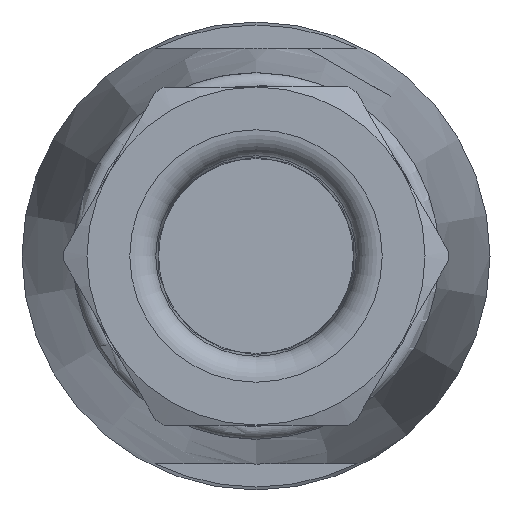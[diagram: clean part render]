
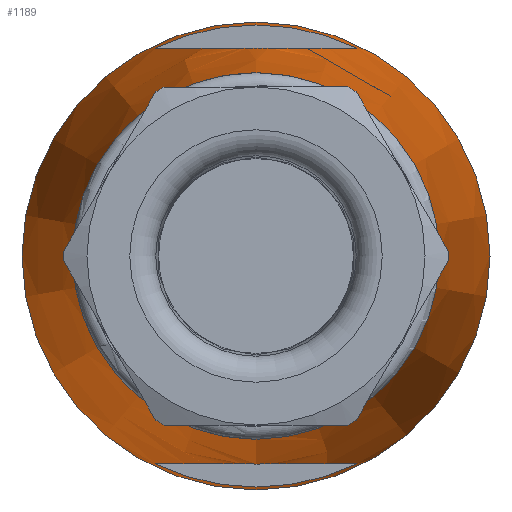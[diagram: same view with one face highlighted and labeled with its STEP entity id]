
A CAD part, left-side view. The second image highlights one B-rep face of the part: STEP entity #1189.
In plain terms, the highlighted conical face has half-angle 6.52 degrees and reference radius 9 mm.
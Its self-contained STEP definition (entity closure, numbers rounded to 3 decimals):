
#1173=CONICAL_SURFACE('',#2839,9.,6.52);
#1189=ADVANCED_FACE('',(#1390,#1391,#1392,#1393),#1173,.T.);
#1390=FACE_BOUND('',#1453,.T.);
#1391=FACE_BOUND('',#1454,.T.);
#1392=FACE_BOUND('',#1455,.T.);
#1393=FACE_BOUND('',#1456,.T.);
#1453=EDGE_LOOP('',(#1664));
#1454=EDGE_LOOP('',(#1665));
#1455=EDGE_LOOP('',(#1666,#1667));
#1456=EDGE_LOOP('',(#1668,#1669));
#1621=B_SPLINE_CURVE_WITH_KNOTS('',3,(#3726,#3727,#3728,#3729,#3730,#3731,
#3732,#3733,#3734,#3735,#3736,#3737,#3738,#3739,#3740,#3741,#3742,#3743),
 .UNSPECIFIED.,.F.,.F.,(4,2,2,2,2,2,2,2,4),(0.,0.25,0.375,0.438,
0.5,0.563,0.625,0.75,1.),.UNSPECIFIED.);
#1622=B_SPLINE_CURVE_WITH_KNOTS('',3,(#3747,#3748,#3749,#3750,#3751,#3752,
#3753,#3754,#3755,#3756,#3757,#3758,#3759,#3760,#3761,#3762,#3763,#3764),
 .UNSPECIFIED.,.F.,.F.,(4,2,2,2,2,2,2,2,4),(0.,0.25,0.375,
0.437,0.5,0.562,0.625,
0.75,1.),.UNSPECIFIED.);
#1664=ORIENTED_EDGE('',*,*,#2438,.T.);
#1665=ORIENTED_EDGE('',*,*,#2439,.F.);
#1666=ORIENTED_EDGE('',*,*,#2440,.T.);
#1667=ORIENTED_EDGE('',*,*,#2441,.T.);
#1668=ORIENTED_EDGE('',*,*,#2442,.F.);
#1669=ORIENTED_EDGE('',*,*,#2443,.F.);
#2242=VERTEX_POINT('',#3723);
#2243=VERTEX_POINT('',#3725);
#2244=VERTEX_POINT('',#3744);
#2245=VERTEX_POINT('',#3745);
#2246=VERTEX_POINT('',#3765);
#2247=VERTEX_POINT('',#3766);
#2438=EDGE_CURVE('',#2242,#2242,#2724,.T.);
#2439=EDGE_CURVE('',#2243,#2243,#2725,.T.);
#2440=EDGE_CURVE('',#2244,#2245,#1621,.T.);
#2441=EDGE_CURVE('',#2245,#2244,#2726,.T.);
#2442=EDGE_CURVE('',#2246,#2247,#1622,.T.);
#2443=EDGE_CURVE('',#2247,#2246,#2727,.T.);
#2724=CIRCLE('',#2835,9.);
#2725=CIRCLE('',#2836,7.051);
#2726=CIRCLE('',#2837,8.886);
#2727=CIRCLE('',#2838,8.886);
#2835=AXIS2_PLACEMENT_3D('',#3722,#3077,#3078);
#2836=AXIS2_PLACEMENT_3D('',#3724,#3079,#3080);
#2837=AXIS2_PLACEMENT_3D('',#3746,#3081,#3082);
#2838=AXIS2_PLACEMENT_3D('',#3767,#3083,#3084);
#2839=AXIS2_PLACEMENT_3D('',#3768,#3085,#3086);
#3077=DIRECTION('',(-1.,0.,0.));
#3078=DIRECTION('',(0.,0.,-1.));
#3079=DIRECTION('',(-1.,0.,0.));
#3080=DIRECTION('',(0.,0.,-1.));
#3081=DIRECTION('',(1.,0.,0.));
#3082=DIRECTION('',(0.,-1.,0.));
#3083=DIRECTION('',(-1.,0.,0.));
#3084=DIRECTION('',(0.,1.,0.));
#3085=DIRECTION('',(1.,0.,0.));
#3086=DIRECTION('',(0.,0.,1.));
#3722=CARTESIAN_POINT('',(-28.6,0.,0.));
#3723=CARTESIAN_POINT('',(-28.6,0.,-9.));
#3724=CARTESIAN_POINT('',(-45.657,0.,0.));
#3725=CARTESIAN_POINT('',(-45.657,0.,-7.051));
#3726=CARTESIAN_POINT('',(-29.6,3.867,-8.));
#3727=CARTESIAN_POINT('',(-31.025,3.493,-8.));
#3728=CARTESIAN_POINT('',(-32.441,3.088,-8.));
#3729=CARTESIAN_POINT('',(-34.52,2.311,-8.));
#3730=CARTESIAN_POINT('',(-35.215,2.023,-8.));
#3731=CARTESIAN_POINT('',(-36.191,1.473,-8.));
#3732=CARTESIAN_POINT('',(-36.505,1.272,-8.));
#3733=CARTESIAN_POINT('',(-37.062,0.769,-8.));
#3734=CARTESIAN_POINT('',(-37.322,0.445,-8.));
#3735=CARTESIAN_POINT('',(-37.374,-0.324,-8.));
#3736=CARTESIAN_POINT('',(-37.141,-0.673,-8.));
#3737=CARTESIAN_POINT('',(-36.6,-1.203,-8.));
#3738=CARTESIAN_POINT('',(-36.28,-1.416,-8.));
#3739=CARTESIAN_POINT('',(-35.305,-1.983,-8.));
#3740=CARTESIAN_POINT('',(-34.606,-2.276,-8.));
#3741=CARTESIAN_POINT('',(-32.492,-3.074,-8.));
#3742=CARTESIAN_POINT('',(-31.05,-3.487,-8.));
#3743=CARTESIAN_POINT('',(-29.6,-3.867,-8.));
#3744=CARTESIAN_POINT('',(-29.6,3.867,-8.));
#3745=CARTESIAN_POINT('',(-29.6,-3.867,-8.));
#3746=CARTESIAN_POINT('',(-29.6,0.,0.));
#3747=CARTESIAN_POINT('',(-29.6,3.867,8.));
#3748=CARTESIAN_POINT('',(-31.025,3.493,8.));
#3749=CARTESIAN_POINT('',(-32.441,3.088,8.));
#3750=CARTESIAN_POINT('',(-34.52,2.311,8.));
#3751=CARTESIAN_POINT('',(-35.215,2.023,8.));
#3752=CARTESIAN_POINT('',(-36.191,1.473,8.));
#3753=CARTESIAN_POINT('',(-36.505,1.272,8.));
#3754=CARTESIAN_POINT('',(-37.062,0.769,8.));
#3755=CARTESIAN_POINT('',(-37.322,0.445,8.));
#3756=CARTESIAN_POINT('',(-37.374,-0.324,8.));
#3757=CARTESIAN_POINT('',(-37.141,-0.673,8.));
#3758=CARTESIAN_POINT('',(-36.6,-1.203,8.));
#3759=CARTESIAN_POINT('',(-36.28,-1.416,8.));
#3760=CARTESIAN_POINT('',(-35.305,-1.983,8.));
#3761=CARTESIAN_POINT('',(-34.606,-2.276,8.));
#3762=CARTESIAN_POINT('',(-32.492,-3.074,8.));
#3763=CARTESIAN_POINT('',(-31.05,-3.487,8.));
#3764=CARTESIAN_POINT('',(-29.6,-3.867,8.));
#3765=CARTESIAN_POINT('',(-29.6,3.867,8.));
#3766=CARTESIAN_POINT('',(-29.6,-3.867,8.));
#3767=CARTESIAN_POINT('',(-29.6,0.,0.));
#3768=CARTESIAN_POINT('',(-28.6,0.,0.));
